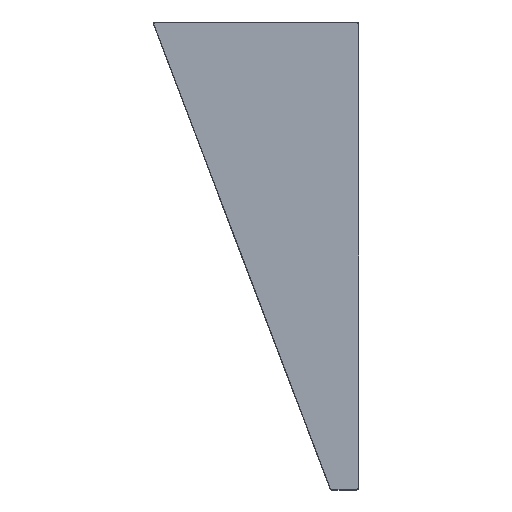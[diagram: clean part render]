
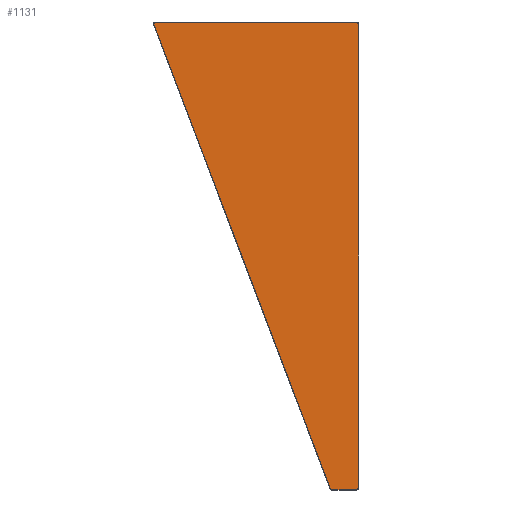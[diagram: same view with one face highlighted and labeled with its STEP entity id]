
A CAD part, front view. The second image highlights one B-rep face of the part: STEP entity #1131.
In plain terms, the highlighted planar face has unit normal (0, -1, 0).
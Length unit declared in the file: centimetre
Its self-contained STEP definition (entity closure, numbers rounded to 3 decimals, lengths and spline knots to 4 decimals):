
#87=PLANE('',#1222);
#151=FACE_OUTER_BOUND('',#225,.T.);
#225=EDGE_LOOP('',(#855,#856,#857,#858,#859,#860,#861,#862));
#288=CIRCLE('',#1202,0.8);
#290=CIRCLE('',#1206,0.8);
#292=CIRCLE('',#1210,0.8);
#294=CIRCLE('',#1214,0.8);
#313=LINE('',#1684,#441);
#317=LINE('',#1696,#445);
#321=LINE('',#1708,#449);
#325=LINE('',#1719,#453);
#441=VECTOR('',#1327,1.);
#445=VECTOR('',#1339,1.);
#449=VECTOR('',#1351,1.);
#453=VECTOR('',#1363,1.);
#567=VERTEX_POINT('',#1674);
#570=VERTEX_POINT('',#1679);
#571=VERTEX_POINT('',#1683);
#573=VERTEX_POINT('',#1689);
#575=VERTEX_POINT('',#1695);
#577=VERTEX_POINT('',#1701);
#579=VERTEX_POINT('',#1707);
#581=VERTEX_POINT('',#1713);
#658=EDGE_CURVE('',#570,#567,#288,.T.);
#659=EDGE_CURVE('',#567,#571,#313,.T.);
#664=EDGE_CURVE('',#571,#573,#290,.T.);
#665=EDGE_CURVE('',#573,#575,#317,.T.);
#670=EDGE_CURVE('',#575,#577,#292,.T.);
#671=EDGE_CURVE('',#577,#579,#321,.T.);
#676=EDGE_CURVE('',#579,#581,#294,.T.);
#677=EDGE_CURVE('',#581,#570,#325,.T.);
#855=ORIENTED_EDGE('',*,*,#658,.F.);
#856=ORIENTED_EDGE('',*,*,#677,.F.);
#857=ORIENTED_EDGE('',*,*,#676,.F.);
#858=ORIENTED_EDGE('',*,*,#671,.F.);
#859=ORIENTED_EDGE('',*,*,#670,.F.);
#860=ORIENTED_EDGE('',*,*,#665,.F.);
#861=ORIENTED_EDGE('',*,*,#664,.F.);
#862=ORIENTED_EDGE('',*,*,#659,.F.);
#1131=ADVANCED_FACE('',(#151),#87,.F.);
#1202=AXIS2_PLACEMENT_3D('',#1681,#1323,#1324);
#1206=AXIS2_PLACEMENT_3D('',#1693,#1335,#1336);
#1210=AXIS2_PLACEMENT_3D('',#1705,#1347,#1348);
#1214=AXIS2_PLACEMENT_3D('',#1717,#1359,#1360);
#1222=AXIS2_PLACEMENT_3D('',#1739,#1384,#1385);
#1323=DIRECTION('center_axis',(0.,1.,0.));
#1324=DIRECTION('ref_axis',(-0.568,0.,-0.823));
#1327=DIRECTION('',(-0.355,0.,0.935));
#1335=DIRECTION('center_axis',(0.,1.,0.));
#1336=DIRECTION('ref_axis',(-0.823,0.,0.568));
#1339=DIRECTION('',(1.,0.,0.));
#1347=DIRECTION('center_axis',(0.,1.,0.));
#1348=DIRECTION('ref_axis',(0.707,0.,0.707));
#1351=DIRECTION('',(0.,0.,-1.));
#1359=DIRECTION('center_axis',(0.,1.,0.));
#1360=DIRECTION('ref_axis',(0.707,0.,-0.707));
#1363=DIRECTION('',(-1.,0.,0.));
#1384=DIRECTION('center_axis',(0.,1.,0.));
#1385=DIRECTION('ref_axis',(0.,0.,-1.));
#1674=CARTESIAN_POINT('',(109.9419,0.,-249.2842));
#1679=CARTESIAN_POINT('',(110.6898,0.,-249.8));
#1681=CARTESIAN_POINT('Origin',(110.6898,0.,-249.));
#1683=CARTESIAN_POINT('',(15.7019,0.,-1.2842));
#1684=CARTESIAN_POINT('',(86.437,0.,-187.429));
#1689=CARTESIAN_POINT('',(16.4498,0.,-0.2));
#1693=CARTESIAN_POINT('Origin',(16.4498,0.,-1.));
#1695=CARTESIAN_POINT('',(124.,0.,-0.2));
#1696=CARTESIAN_POINT('',(62.5,0.,-0.2));
#1701=CARTESIAN_POINT('',(124.8,0.,-1.));
#1705=CARTESIAN_POINT('Origin',(124.,0.,-1.));
#1707=CARTESIAN_POINT('',(124.8,0.,-249.));
#1708=CARTESIAN_POINT('',(124.8,0.,-125.));
#1713=CARTESIAN_POINT('',(124.,0.,-249.8));
#1717=CARTESIAN_POINT('Origin',(124.,0.,-249.));
#1719=CARTESIAN_POINT('',(62.5,0.,-249.8));
#1739=CARTESIAN_POINT('Origin',(62.5,0.,-125.));
